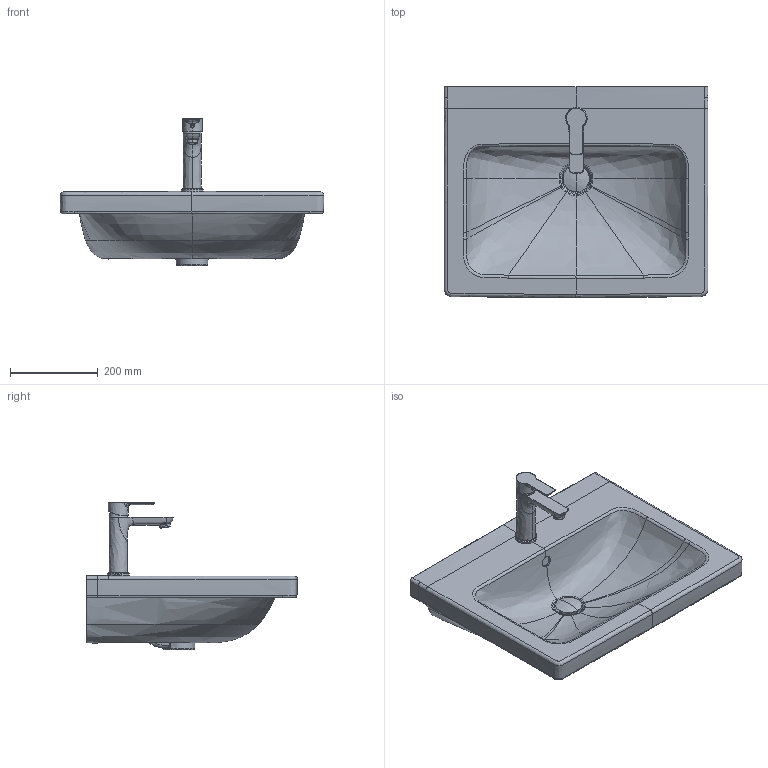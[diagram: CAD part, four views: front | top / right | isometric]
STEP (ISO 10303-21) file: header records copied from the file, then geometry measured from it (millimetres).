
FILE_DESCRIPTION(/* description */ (''),/* implementation_level */ '2;1');
FILE_NAME(/* name */ '2399600000',/* time_stamp */ '2024-01-11T09:47:27+01:00',/* author */ (''),/* organization */ (''),/* preprocessor_version */ 'ST-DEVELOPER v15',/* originating_system */ '',/* authorisation */ '');
FILE_SCHEMA (('AUTOMOTIVE_DESIGN'));
Length unit declared in the file: millimetre
Products named in the file (1): Document
Bounding box: 600.32 x 480.19 x 334.79 mm (x, y, z)
Volume: 14577015.8 mm3; surface area: 1024550.5 mm2
Topology: 5 solids, 11 shells, 445 faces, 1082 edges, 648 vertices
Faces by surface type: bspline 372, plane 73
Entity records: 104549 total; most frequent: CARTESIAN_POINT 98153, ORIENTED_EDGE 2108, EDGE_CURVE 1070, B_SPLINE_CURVE_WITH_KNOTS 716, VERTEX_POINT 648, EDGE_LOOP 474, ADVANCED_FACE 445, FACE_OUTER_BOUND 445
